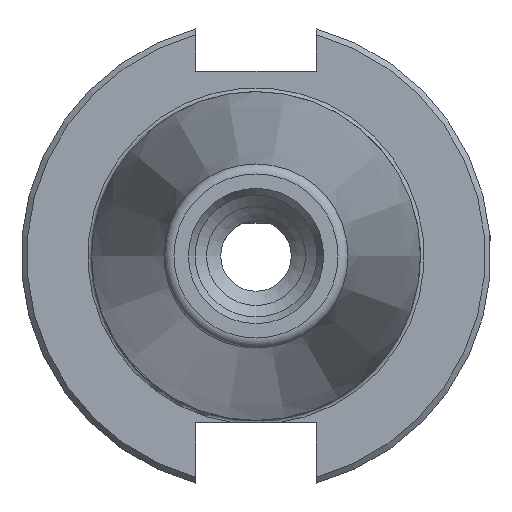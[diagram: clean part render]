
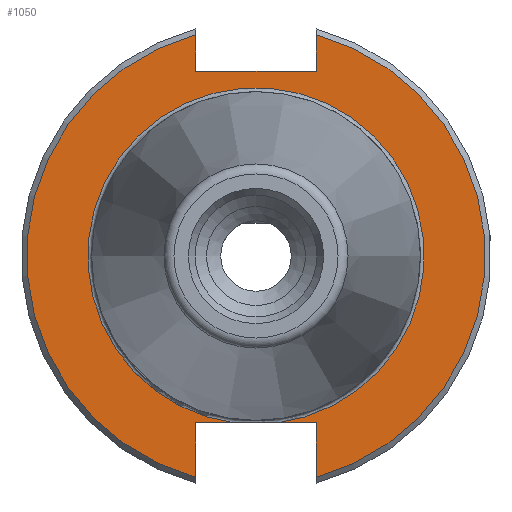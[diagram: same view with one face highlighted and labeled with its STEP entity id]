
A CAD part, left-side view. The second image highlights one B-rep face of the part: STEP entity #1050.
In plain terms, the highlighted planar face has unit normal (-1, 0, 0).
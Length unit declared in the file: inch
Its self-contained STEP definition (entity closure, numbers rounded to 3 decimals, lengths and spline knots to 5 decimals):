
#383=CARTESIAN_POINT('',(0.125,-0.11172,-0.888));
#384=VERTEX_POINT('',#383);
#385=CARTESIAN_POINT('',(0.125,0.11172,-0.888));
#386=VERTEX_POINT('',#385);
#400=CARTESIAN_POINT('',(0.125,0.0,0.0));
#401=DIRECTION('',(-1.0,0.0,0.0));
#402=DIRECTION('',(0.0,-1.0,0.0));
#403=AXIS2_PLACEMENT_3D('',#400,#401,#402);
#404=CIRCLE('',#403,0.895);
#405=EDGE_CURVE('',#384,#386,#404,.T.);
#667=CARTESIAN_POINT('',(0.125,0.32,-0.888));
#668=VERTEX_POINT('',#667);
#675=CARTESIAN_POINT('',(0.125,0.32,-1.17729));
#676=VERTEX_POINT('',#675);
#677=CARTESIAN_POINT('',(0.125,0.32,-1.17729));
#678=DIRECTION('',(0.0,0.0,1.0));
#679=VECTOR('',#678,0.28929);
#680=LINE('',#677,#679);
#681=EDGE_CURVE('',#676,#668,#680,.T.);
#923=CARTESIAN_POINT('',(0.125,-0.32,-1.17729));
#924=VERTEX_POINT('',#923);
#938=CARTESIAN_POINT('',(0.125,-0.32,-0.888));
#939=VERTEX_POINT('',#938);
#940=CARTESIAN_POINT('',(0.125,-0.32,-0.888));
#941=DIRECTION('',(0.0,0.0,-1.0));
#942=VECTOR('',#941,0.28929);
#943=LINE('',#940,#942);
#944=EDGE_CURVE('',#939,#924,#943,.T.);
#971=CARTESIAN_POINT('',(0.125,-0.32,1.17729));
#972=VERTEX_POINT('',#971);
#986=CARTESIAN_POINT('',(0.125,0.0,0.0));
#987=DIRECTION('',(1.0,0.0,0.0));
#988=DIRECTION('',(0.0,-1.0,0.0));
#989=AXIS2_PLACEMENT_3D('',#986,#987,#988);
#990=CIRCLE('',#989,1.22);
#991=EDGE_CURVE('',#972,#924,#990,.T.);
#996=CARTESIAN_POINT('',(0.125,1.0625,0.0));
#997=DIRECTION('',(-1.0,0.0,0.0));
#998=DIRECTION('',(0.0,0.0,1.0));
#999=AXIS2_PLACEMENT_3D('',#996,#997,#998);
#1000=PLANE('',#999);
#1001=ORIENTED_EDGE('',*,*,#405,.F.);
#1002=CARTESIAN_POINT('',(0.125,-0.11172,-0.888));
#1003=DIRECTION('',(0.0,-1.0,0.0));
#1004=VECTOR('',#1003,0.20828);
#1005=LINE('',#1002,#1004);
#1006=EDGE_CURVE('',#384,#939,#1005,.T.);
#1007=ORIENTED_EDGE('',*,*,#1006,.T.);
#1008=ORIENTED_EDGE('',*,*,#944,.T.);
#1009=ORIENTED_EDGE('',*,*,#991,.F.);
#1010=CARTESIAN_POINT('',(0.125,-0.32,0.983));
#1011=VERTEX_POINT('',#1010);
#1012=CARTESIAN_POINT('',(0.125,-0.32,1.17729));
#1013=DIRECTION('',(0.0,0.0,-1.0));
#1014=VECTOR('',#1013,0.19429);
#1015=LINE('',#1012,#1014);
#1016=EDGE_CURVE('',#972,#1011,#1015,.T.);
#1017=ORIENTED_EDGE('',*,*,#1016,.T.);
#1018=CARTESIAN_POINT('',(0.125,0.32,0.983));
#1019=VERTEX_POINT('',#1018);
#1020=CARTESIAN_POINT('',(0.125,-0.32,0.983));
#1021=DIRECTION('',(0.0,1.0,0.0));
#1022=VECTOR('',#1021,0.64);
#1023=LINE('',#1020,#1022);
#1024=EDGE_CURVE('',#1011,#1019,#1023,.T.);
#1025=ORIENTED_EDGE('',*,*,#1024,.T.);
#1026=CARTESIAN_POINT('',(0.125,0.32,1.17729));
#1027=VERTEX_POINT('',#1026);
#1028=CARTESIAN_POINT('',(0.125,0.32,0.983));
#1029=DIRECTION('',(0.0,0.0,1.0));
#1030=VECTOR('',#1029,0.19429);
#1031=LINE('',#1028,#1030);
#1032=EDGE_CURVE('',#1019,#1027,#1031,.T.);
#1033=ORIENTED_EDGE('',*,*,#1032,.T.);
#1034=CARTESIAN_POINT('',(0.125,0.0,0.0));
#1035=DIRECTION('',(1.0,0.0,0.0));
#1036=DIRECTION('',(0.0,1.0,0.0));
#1037=AXIS2_PLACEMENT_3D('',#1034,#1035,#1036);
#1038=CIRCLE('',#1037,1.22);
#1039=EDGE_CURVE('',#676,#1027,#1038,.T.);
#1040=ORIENTED_EDGE('',*,*,#1039,.F.);
#1041=ORIENTED_EDGE('',*,*,#681,.T.);
#1042=CARTESIAN_POINT('',(0.125,0.32,-0.888));
#1043=DIRECTION('',(0.0,-1.0,0.0));
#1044=VECTOR('',#1043,0.20828);
#1045=LINE('',#1042,#1044);
#1046=EDGE_CURVE('',#668,#386,#1045,.T.);
#1047=ORIENTED_EDGE('',*,*,#1046,.T.);
#1048=EDGE_LOOP('',(#1001,#1007,#1008,#1009,#1017,#1025,#1033,#1040,#1041,#1047));
#1049=FACE_OUTER_BOUND('',#1048,.T.);
#1050=ADVANCED_FACE('',(#1049),#1000,.T.);
